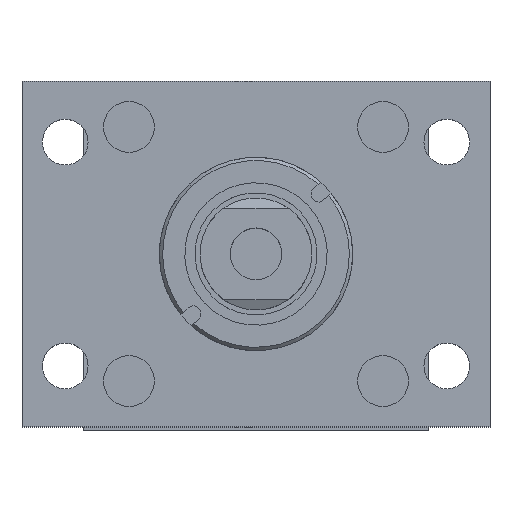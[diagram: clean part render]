
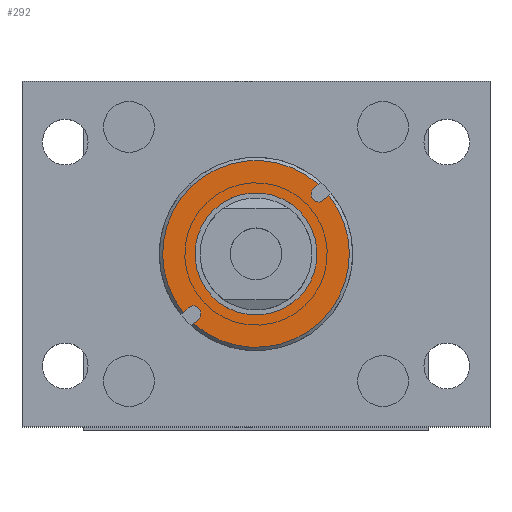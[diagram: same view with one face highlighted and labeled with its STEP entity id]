
A CAD part, top view. The second image highlights one B-rep face of the part: STEP entity #292.
In plain terms, the highlighted face is planar.
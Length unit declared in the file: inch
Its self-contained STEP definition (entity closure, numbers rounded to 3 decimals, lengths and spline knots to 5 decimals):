
#203 = CARTESIAN_POINT ( 'NONE',  ( 9.17484, 17.5298, 0. ) ) ;
#233 = DIRECTION ( 'NONE',  ( 1., 0., 0. ) ) ;
#235 = EDGE_CURVE ( 'NONE', #3974, #9425, #401, .T. ) ;
#240 = CIRCLE ( 'NONE', #2520, 1.1475 ) ;
#277 = CARTESIAN_POINT ( 'NONE',  ( 9.17484, 15.3203, 0. ) ) ;
#292 = ADVANCED_FACE ( 'NONE', ( #8661, #3263 ), #4219, .F. ) ;
#306 = DIRECTION ( 'NONE',  ( 0., 1., 0. ) ) ;
#321 = CIRCLE ( 'NONE', #8068, 0.094 ) ;
#395 = VERTEX_POINT ( 'NONE', #8239 ) ;
#401 = LINE ( 'NONE', #5027, #2032 ) ;
#459 = EDGE_LOOP ( 'NONE', ( #5608, #9440 ) ) ;
#512 = DIRECTION ( 'NONE',  ( 0., 0., 1. ) ) ;
#847 = CARTESIAN_POINT ( 'NONE',  ( 9.17484, 16.3823, -0.75 ) ) ;
#854 = CARTESIAN_POINT ( 'NONE',  ( 9.17484, 16.3823, 0. ) ) ;
#1055 = DIRECTION ( 'NONE',  ( -1., 0., 0. ) ) ;
#1266 = AXIS2_PLACEMENT_3D ( 'NONE', #203, #233, #306 ) ;
#1338 = CARTESIAN_POINT ( 'NONE',  ( 9.17484, 16.3823, -1.1475 ) ) ;
#1385 = EDGE_CURVE ( 'NONE', #395, #9425, #1466, .T. ) ;
#1457 = ORIENTED_EDGE ( 'NONE', *, *, #8688, .T. ) ;
#1466 = CIRCLE ( 'NONE', #5505, 0.094 ) ;
#1482 = VERTEX_POINT ( 'NONE', #7085 ) ;
#1666 = AXIS2_PLACEMENT_3D ( 'NONE', #6972, #6836, #512 ) ;
#1808 = CARTESIAN_POINT ( 'NONE',  ( 9.17484, 16.3823, 0.75 ) ) ;
#1859 = DIRECTION ( 'NONE',  ( 0., 0., 1. ) ) ;
#1968 = DIRECTION ( 'NONE',  ( 1., 0., 0. ) ) ;
#2032 = VECTOR ( 'NONE', #2713, 39.37008 ) ;
#2104 = CIRCLE ( 'NONE', #10060, 1.1475 ) ;
#2219 = CIRCLE ( 'NONE', #1666, 0.75 ) ;
#2248 = EDGE_CURVE ( 'NONE', #6214, #1482, #321, .T. ) ;
#2296 = EDGE_CURVE ( 'NONE', #6685, #6214, #5529, .T. ) ;
#2520 = AXIS2_PLACEMENT_3D ( 'NONE', #8041, #1055, #1859 ) ;
#2713 = DIRECTION ( 'NONE',  ( 0., 1., 0. ) ) ;
#2871 = LINE ( 'NONE', #7133, #3227 ) ;
#3119 = DIRECTION ( 'NONE',  ( 0., 0., 1. ) ) ;
#3169 = CARTESIAN_POINT ( 'NONE',  ( 9.17484, 17.4443, 0.094 ) ) ;
#3227 = VECTOR ( 'NONE', #4870, 39.37008 ) ;
#3263 = FACE_BOUND ( 'NONE', #459, .T. ) ;
#3274 = CARTESIAN_POINT ( 'NONE',  ( 9.17484, 15.3203, 0.094 ) ) ;
#3286 = DIRECTION ( 'NONE',  ( -1., 0., 0. ) ) ;
#3974 = VERTEX_POINT ( 'NONE', #8478 ) ;
#4012 = VERTEX_POINT ( 'NONE', #1338 ) ;
#4071 = DIRECTION ( 'NONE',  ( 0., 0., 1. ) ) ;
#4219 = PLANE ( 'NONE',  #1266 ) ;
#4406 = EDGE_CURVE ( 'NONE', #5497, #4754, #2219, .T. ) ;
#4536 = DIRECTION ( 'NONE',  ( 0., 0., 1. ) ) ;
#4551 = ORIENTED_EDGE ( 'NONE', *, *, #235, .F. ) ;
#4611 = VERTEX_POINT ( 'NONE', #10169 ) ;
#4632 = ORIENTED_EDGE ( 'NONE', *, *, #2248, .T. ) ;
#4693 = ORIENTED_EDGE ( 'NONE', *, *, #1385, .T. ) ;
#4754 = VERTEX_POINT ( 'NONE', #1808 ) ;
#4870 = DIRECTION ( 'NONE',  ( 0., 1., 0. ) ) ;
#5027 = CARTESIAN_POINT ( 'NONE',  ( 9.17484, 17.5298, 0.094 ) ) ;
#5241 = EDGE_CURVE ( 'NONE', #3974, #6685, #9175, .T. ) ;
#5345 = ORIENTED_EDGE ( 'NONE', *, *, #2296, .T. ) ;
#5381 = VECTOR ( 'NONE', #6646, 39.37008 ) ;
#5497 = VERTEX_POINT ( 'NONE', #847 ) ;
#5503 = DIRECTION ( 'NONE',  ( -1., 0., 0. ) ) ;
#5505 = AXIS2_PLACEMENT_3D ( 'NONE', #277, #8316, #5831 ) ;
#5529 = LINE ( 'NONE', #6166, #8818 ) ;
#5608 = ORIENTED_EDGE ( 'NONE', *, *, #6798, .F. ) ;
#5766 = AXIS2_PLACEMENT_3D ( 'NONE', #8500, #6941, #4536 ) ;
#5831 = DIRECTION ( 'NONE',  ( 0., 0., -1. ) ) ;
#5896 = DIRECTION ( 'NONE',  ( 0., 0., -1. ) ) ;
#5929 = EDGE_CURVE ( 'NONE', #9184, #1482, #6335, .T. ) ;
#6166 = CARTESIAN_POINT ( 'NONE',  ( 9.17484, 17.5298, 0.094 ) ) ;
#6214 = VERTEX_POINT ( 'NONE', #3169 ) ;
#6219 = CARTESIAN_POINT ( 'NONE',  ( 9.17484, 17.52594, -0.094 ) ) ;
#6243 = CARTESIAN_POINT ( 'NONE',  ( 9.17484, 16.3823, 0. ) ) ;
#6335 = LINE ( 'NONE', #9242, #5381 ) ;
#6532 = ORIENTED_EDGE ( 'NONE', *, *, #7788, .T. ) ;
#6646 = DIRECTION ( 'NONE',  ( 0., -1., 0. ) ) ;
#6680 = CARTESIAN_POINT ( 'NONE',  ( 9.17484, 17.4443, 0. ) ) ;
#6685 = VERTEX_POINT ( 'NONE', #9147 ) ;
#6798 = EDGE_CURVE ( 'NONE', #4754, #5497, #9906, .T. ) ;
#6836 = DIRECTION ( 'NONE',  ( -1., 0., 0. ) ) ;
#6854 = DIRECTION ( 'NONE',  ( 0., -1., 0. ) ) ;
#6941 = DIRECTION ( 'NONE',  ( -1., 0., 0. ) ) ;
#6972 = CARTESIAN_POINT ( 'NONE',  ( 9.17484, 16.3823, 0. ) ) ;
#7085 = CARTESIAN_POINT ( 'NONE',  ( 9.17484, 17.4443, -0.094 ) ) ;
#7133 = CARTESIAN_POINT ( 'NONE',  ( 9.17484, 17.5298, -0.094 ) ) ;
#7214 = ORIENTED_EDGE ( 'NONE', *, *, #5929, .F. ) ;
#7788 = EDGE_CURVE ( 'NONE', #4611, #395, #2871, .T. ) ;
#7848 = EDGE_CURVE ( 'NONE', #9184, #4012, #240, .T. ) ;
#8041 = CARTESIAN_POINT ( 'NONE',  ( 9.17484, 16.3823, 0. ) ) ;
#8068 = AXIS2_PLACEMENT_3D ( 'NONE', #6680, #1968, #5896 ) ;
#8111 = AXIS2_PLACEMENT_3D ( 'NONE', #6243, #5503, #3119 ) ;
#8239 = CARTESIAN_POINT ( 'NONE',  ( 9.17484, 15.3203, -0.094 ) ) ;
#8316 = DIRECTION ( 'NONE',  ( 1., 0., 0. ) ) ;
#8478 = CARTESIAN_POINT ( 'NONE',  ( 9.17484, 15.23865, 0.094 ) ) ;
#8500 = CARTESIAN_POINT ( 'NONE',  ( 9.17484, 16.3823, 0. ) ) ;
#8658 = EDGE_LOOP ( 'NONE', ( #9823, #1457, #6532, #4693, #4551, #9152, #5345, #4632, #7214 ) ) ;
#8661 = FACE_OUTER_BOUND ( 'NONE', #8658, .T. ) ;
#8688 = EDGE_CURVE ( 'NONE', #4012, #4611, #2104, .T. ) ;
#8818 = VECTOR ( 'NONE', #6854, 39.37008 ) ;
#9147 = CARTESIAN_POINT ( 'NONE',  ( 9.17484, 17.52594, 0.094 ) ) ;
#9152 = ORIENTED_EDGE ( 'NONE', *, *, #5241, .T. ) ;
#9175 = CIRCLE ( 'NONE', #8111, 1.1475 ) ;
#9184 = VERTEX_POINT ( 'NONE', #6219 ) ;
#9242 = CARTESIAN_POINT ( 'NONE',  ( 9.17484, 17.5298, -0.094 ) ) ;
#9425 = VERTEX_POINT ( 'NONE', #3274 ) ;
#9440 = ORIENTED_EDGE ( 'NONE', *, *, #4406, .F. ) ;
#9823 = ORIENTED_EDGE ( 'NONE', *, *, #7848, .T. ) ;
#9906 = CIRCLE ( 'NONE', #5766, 0.75 ) ;
#10060 = AXIS2_PLACEMENT_3D ( 'NONE', #854, #3286, #4071 ) ;
#10169 = CARTESIAN_POINT ( 'NONE',  ( 9.17484, 15.23865, -0.094 ) ) ;
